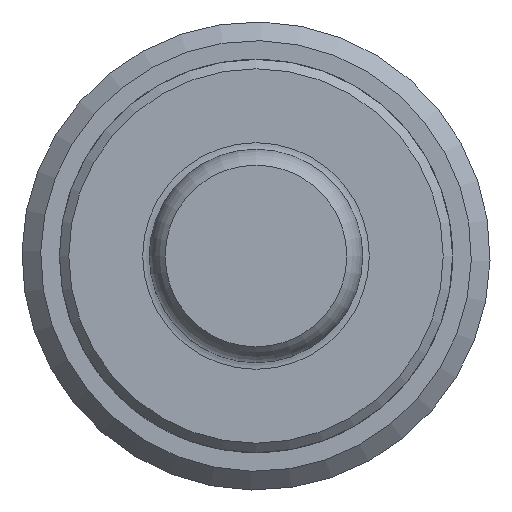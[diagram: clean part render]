
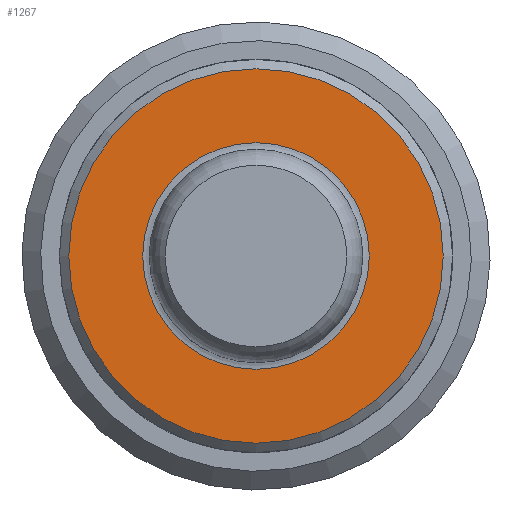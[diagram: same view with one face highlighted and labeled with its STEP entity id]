
A CAD part, left-side view. The second image highlights one B-rep face of the part: STEP entity #1267.
In plain terms, the highlighted planar face has unit normal (-1, 0, 0).
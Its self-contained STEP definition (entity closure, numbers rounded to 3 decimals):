
#1233=CARTESIAN_POINT('',(25.0,10.0,0.));
#1234=VERTEX_POINT('',#1233);
#1235=CARTESIAN_POINT('',(25.0,0.0,0.0));
#1236=DIRECTION('',(1.0,0.0,0.0));
#1237=DIRECTION('',(0.0,-1.0,0.0));
#1238=AXIS2_PLACEMENT_3D('',#1235,#1236,#1237);
#1239=CIRCLE('',#1238,10.0);
#1240=EDGE_CURVE('',#1234,#1234,#1239,.T.);
#1248=CARTESIAN_POINT('',(25.0,7.775,0.0));
#1249=DIRECTION('',(-1.0,0.0,0.0));
#1250=DIRECTION('',(0.0,0.0,1.0));
#1251=AXIS2_PLACEMENT_3D('',#1248,#1249,#1250);
#1252=PLANE('',#1251);
#1253=ORIENTED_EDGE('',*,*,#1240,.F.);
#1254=EDGE_LOOP('',(#1253));
#1255=FACE_OUTER_BOUND('',#1254,.T.);
#1256=CARTESIAN_POINT('',(25.0,6.05,0.));
#1257=VERTEX_POINT('',#1256);
#1258=CARTESIAN_POINT('',(25.0,0.0,0.0));
#1259=DIRECTION('',(-1.0,0.0,0.0));
#1260=DIRECTION('',(0.0,-1.0,0.0));
#1261=AXIS2_PLACEMENT_3D('',#1258,#1259,#1260);
#1262=CIRCLE('',#1261,6.05);
#1263=EDGE_CURVE('',#1257,#1257,#1262,.T.);
#1264=ORIENTED_EDGE('',*,*,#1263,.F.);
#1265=EDGE_LOOP('',(#1264));
#1266=FACE_BOUND('',#1265,.T.);
#1267=ADVANCED_FACE('',(#1255,#1266),#1252,.T.);
